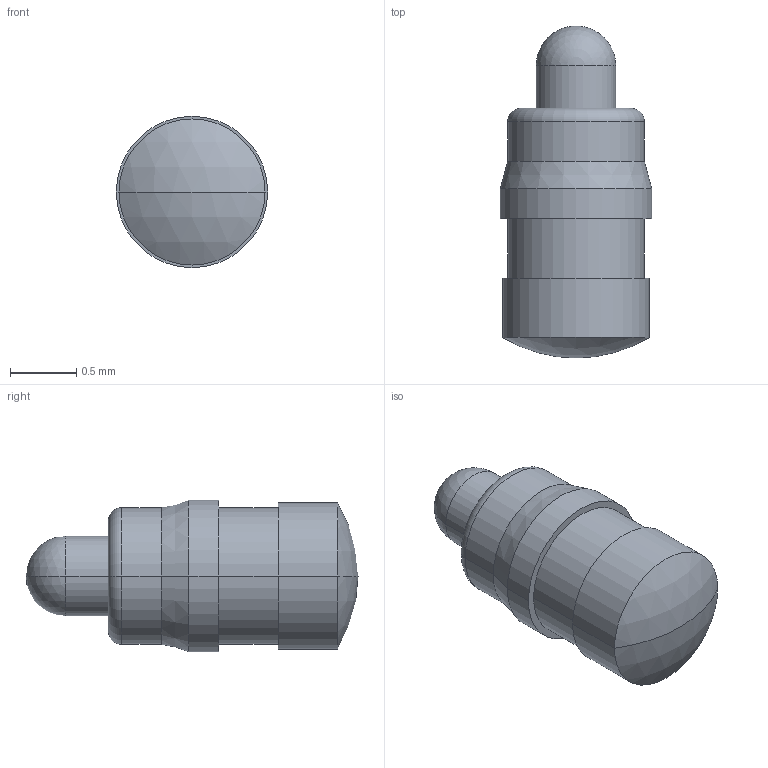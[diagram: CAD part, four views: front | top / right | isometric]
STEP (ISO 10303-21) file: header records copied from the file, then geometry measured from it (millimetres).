
FILE_DESCRIPTION (( 'STEP AP214' ), '1' );
FILE_NAME ('P70-7000045.STEP', '2020-04-29T07:43:37', ( '' ), ( '' ), 'SwSTEP 2.0', 'SolidWorks 2020', '' );
FILE_SCHEMA (( 'AUTOMOTIVE_DESIGN' ));
Length unit declared in the file: millimetre
Products named in the file (1): P70-7000045
Bounding box: 1.14 x 2.5 x 1.14 mm (x, y, z)
Volume: 1.8 mm3; surface area: 8.7 mm2
Topology: 1 solids, 1 shells, 21 faces, 44 edges, 26 vertices
Faces by surface type: cylinder 10, sphere 4, plane 3, cone 2, torus 2
Entity records: 803 total; most frequent: DIRECTION 112, CARTESIAN_POINT 86, ORIENTED_EDGE 80, AXIS2_PLACEMENT_3D 50, EDGE_CURVE 40, CIRCLE 28, UNCERTAINTY_MEASURE_WITH_UNIT 24, EDGE_LOOP 24
